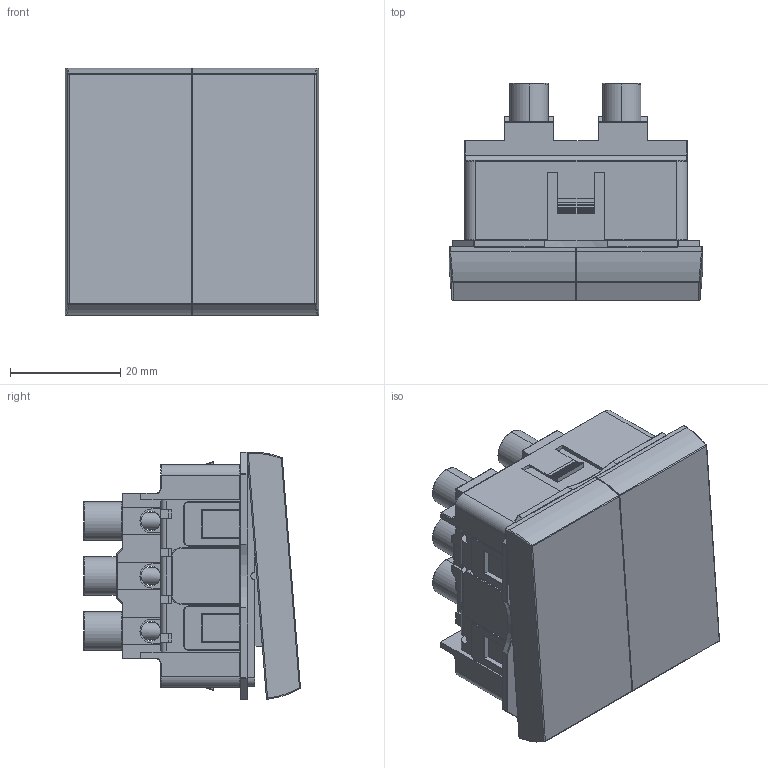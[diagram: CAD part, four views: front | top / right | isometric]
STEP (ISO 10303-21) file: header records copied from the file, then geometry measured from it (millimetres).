
FILE_DESCRIPTION (( 'STEP AP203' ), '1' );
FILE_NAME ('CKK-40D-PD2-K01 ÂÊ4-22-00-Ï Âûêëþ÷àòåëü ïðîõîäíîé (ïåðåêëþ÷àòåëü) äâóõêëàâèøíûé (íà 2 ìîäóëÿ) ÏÐÀÉÌÅÐ áåëûé IEK.STEP', '2016-07-01T13:00:09', ( '' ), ( '' ), 'SwSTEP 2.0', 'SolidWorks 2014', '' );
FILE_SCHEMA (( 'CONFIG_CONTROL_DESIGN' ));
Length unit declared in the file: millimetre
Products named in the file (1): CKK-40D-PD2-K01 ÂÊ4-22-00-Ï Âûêëþ÷àòåëü ïðîõîäíîé (ïåðåêëþ÷àòåëü) äâóõêëàâèøíûé (íà 2 ìîäóëÿ) ÏÐÀÉÌÅÐ áåëûé IEK
Bounding box: 46.07 x 39.36 x 45 mm (x, y, z)
Volume: 40421.8 mm3; surface area: 16982.6 mm2
Topology: 1 solids, 6 shells, 1306 faces, 3297 edges, 1998 vertices
Faces by surface type: plane 573, cylinder 401, bspline 160, torus 121, sphere 39, cone 12
Entity records: 43855 total; most frequent: CARTESIAN_POINT 13891, ORIENTED_EDGE 6518, DIRECTION 5953, EDGE_CURVE 3259, AXIS2_PLACEMENT_3D 2083, VERTEX_POINT 1996, LINE 1787, VECTOR 1787
